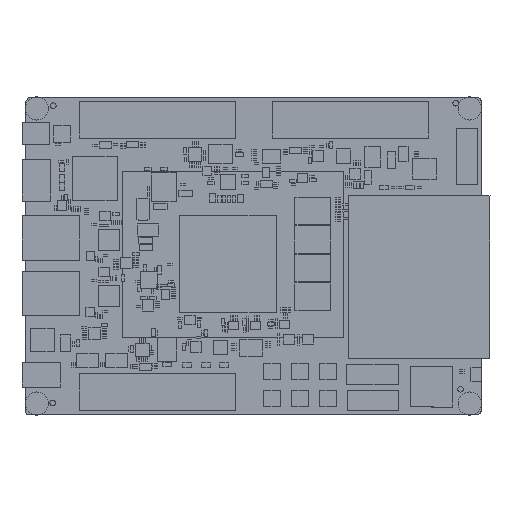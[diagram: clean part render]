
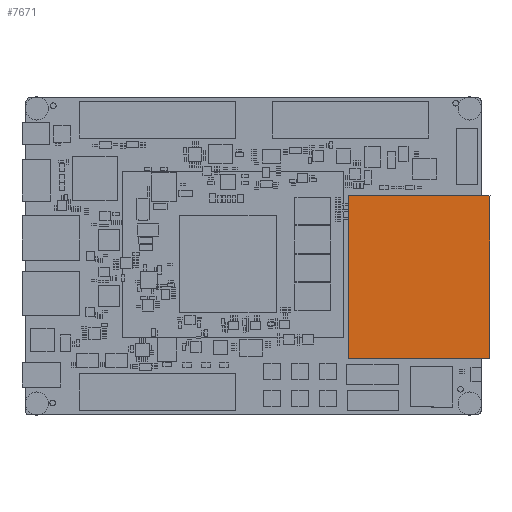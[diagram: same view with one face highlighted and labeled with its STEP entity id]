
A CAD part, top view. The second image highlights one B-rep face of the part: STEP entity #7671.
In plain terms, the highlighted planar face has unit normal (0, 0, 1).
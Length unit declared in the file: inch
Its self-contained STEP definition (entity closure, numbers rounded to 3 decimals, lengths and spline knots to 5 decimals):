
#6131=FACE_OUTER_BOUND($,#6739,.F.);
#6739=EDGE_LOOP($,(#12199,#12200,#12201,#12202));
#7159=PLANE($,#10159);
#7671=ADVANCED_FACE($,(#6131),#7159,.T.);
#10159=AXIS2_PLACEMENT_3D($,#23183,#18304,$);
#12199=ORIENTED_EDGE($,*,*,#13652,.T.);
#12200=ORIENTED_EDGE($,*,*,#13653,.T.);
#12201=ORIENTED_EDGE($,*,*,#13654,.T.);
#12202=ORIENTED_EDGE($,*,*,#13655,.T.);
#13652=EDGE_CURVE($,#16803,#16804,#15768,.T.);
#13653=EDGE_CURVE($,#16804,#16805,#15769,.T.);
#13654=EDGE_CURVE($,#16805,#16806,#15770,.T.);
#13655=EDGE_CURVE($,#16806,#16803,#15771,.T.);
#14714=VECTOR($,#20924,2.01303);
#14715=VECTOR($,#20925,2.32208);
#14716=VECTOR($,#20926,2.01303);
#14717=VECTOR($,#20927,2.32208);
#15768=LINE($,#23182,#14714);
#15769=LINE($,#23183,#14715);
#15770=LINE($,#23184,#14716);
#15771=LINE($,#23185,#14717);
#16803=VERTEX_POINT($,#23182);
#16804=VERTEX_POINT($,#23183);
#16805=VERTEX_POINT($,#23184);
#16806=VERTEX_POINT($,#23185);
#18304=DIRECTION($,(0.,0.,1.));
#20924=DIRECTION($,(0.,1.,0.));
#20925=DIRECTION($,(1.,0.,0.));
#20926=DIRECTION($,(0.,-1.,0.));
#20927=DIRECTION($,(-1.,0.,0.));
#23182=CARTESIAN_POINT('',(-1.16104,-2.00553,0.391));
#23183=CARTESIAN_POINT('',(-1.16104,0.0075,0.391));
#23184=CARTESIAN_POINT('',(1.16104,0.0075,0.391));
#23185=CARTESIAN_POINT('',(1.16104,-2.00553,0.391));
